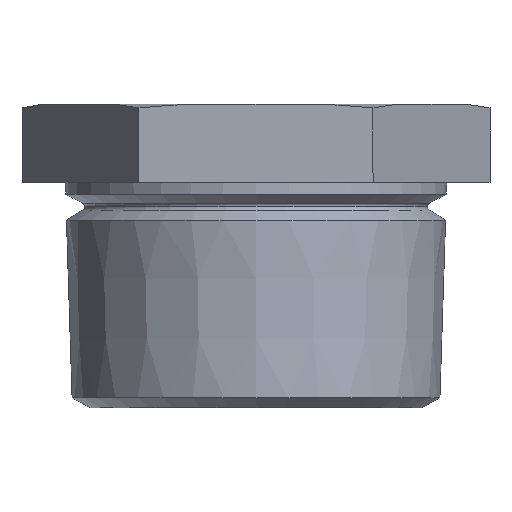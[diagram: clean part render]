
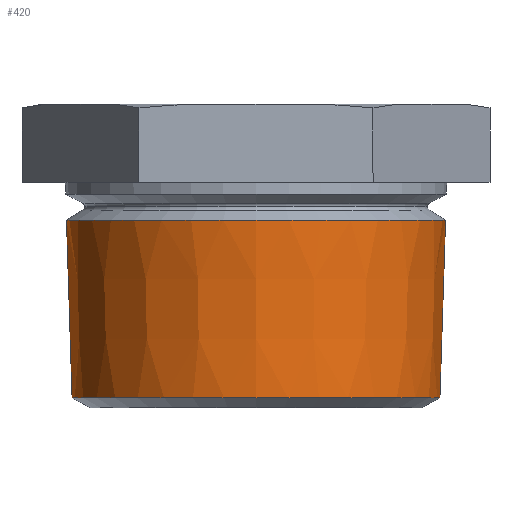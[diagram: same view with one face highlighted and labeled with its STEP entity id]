
A CAD part, front view. The second image highlights one B-rep face of the part: STEP entity #420.
In plain terms, the highlighted conical face has half-angle 1.8 degrees and reference radius 16.31 mm.
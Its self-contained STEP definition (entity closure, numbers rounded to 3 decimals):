
#8 = VERTEX_POINT ( 'NONE', #374 ) ;
#10 = VERTEX_POINT ( 'NONE', #369 ) ;
#27 = VERTEX_POINT ( 'NONE', #517 ) ;
#28 = VERTEX_POINT ( 'NONE', #503 ) ;
#333 = EDGE_CURVE ( 'NONE', #8, #28, #947, .T. ) ;
#342 = ORIENTED_EDGE ( 'NONE', *, *, #406, .F. ) ;
#343 = ORIENTED_EDGE ( 'NONE', *, *, #344, .T. ) ;
#344 = EDGE_CURVE ( 'NONE', #10, #8, #929, .T. ) ;
#345 = ORIENTED_EDGE ( 'NONE', *, *, #333, .T. ) ;
#346 = ORIENTED_EDGE ( 'NONE', *, *, #347, .F. ) ;
#347 = EDGE_CURVE ( 'NONE', #27, #28, #924, .T. ) ;
#369 = CARTESIAN_POINT ( 'NONE',  ( -16.338, 0., -12.605 ) ) ;
#374 = CARTESIAN_POINT ( 'NONE',  ( 16.338, 0., -12.605 ) ) ;
#406 = EDGE_CURVE ( 'NONE', #10, #27, #1013, .T. ) ;
#408 = EDGE_LOOP ( 'NONE', ( #342, #343, #345, #346 ) ) ;
#420 = ADVANCED_FACE ( 'NONE', ( #895 ), #894, .T. ) ;
#503 = CARTESIAN_POINT ( 'NONE',  ( 16.834, 0., 3.192 ) ) ;
#517 = CARTESIAN_POINT ( 'NONE',  ( -16.834, 0., 3.192 ) ) ;
#889 = DIRECTION ( 'NONE',  ( 1., 0., 0. ) ) ;
#894 = CONICAL_SURFACE ( 'NONE', #995, 16.31, 0.031 ) ;
#895 = FACE_OUTER_BOUND ( 'NONE', #408, .T. ) ;
#921 = DIRECTION ( 'NONE',  ( 0., 0., 1. ) ) ;
#922 = CARTESIAN_POINT ( 'NONE',  ( 0., 0., 3.192 ) ) ;
#923 = AXIS2_PLACEMENT_3D ( 'NONE', #922, #921, #889 ) ;
#924 = CIRCLE ( 'NONE', #923, 16.834 ) ;
#925 = DIRECTION ( 'NONE',  ( 1., 0., 0. ) ) ;
#926 = DIRECTION ( 'NONE',  ( 0., 0., 1. ) ) ;
#927 = CARTESIAN_POINT ( 'NONE',  ( 0., 0., -12.605 ) ) ;
#928 = AXIS2_PLACEMENT_3D ( 'NONE', #927, #926, #925 ) ;
#929 = CIRCLE ( 'NONE', #928, 16.338 ) ;
#940 = DIRECTION ( 'NONE',  ( 0.031, 0., 1. ) ) ;
#941 = VECTOR ( 'NONE', #940, 1000. ) ;
#942 = CARTESIAN_POINT ( 'NONE',  ( 16.31, 0., -13.5 ) ) ;
#947 = LINE ( 'NONE', #942, #941 ) ;
#992 = DIRECTION ( 'NONE',  ( 1., 0., 0. ) ) ;
#993 = DIRECTION ( 'NONE',  ( 0., 0., 1. ) ) ;
#994 = CARTESIAN_POINT ( 'NONE',  ( 0., 0., -13.5 ) ) ;
#995 = AXIS2_PLACEMENT_3D ( 'NONE', #994, #993, #992 ) ;
#1010 = DIRECTION ( 'NONE',  ( -0.031, 0., 1. ) ) ;
#1011 = VECTOR ( 'NONE', #1010, 1000. ) ;
#1012 = CARTESIAN_POINT ( 'NONE',  ( -16.31, 0., -13.5 ) ) ;
#1013 = LINE ( 'NONE', #1012, #1011 ) ;
